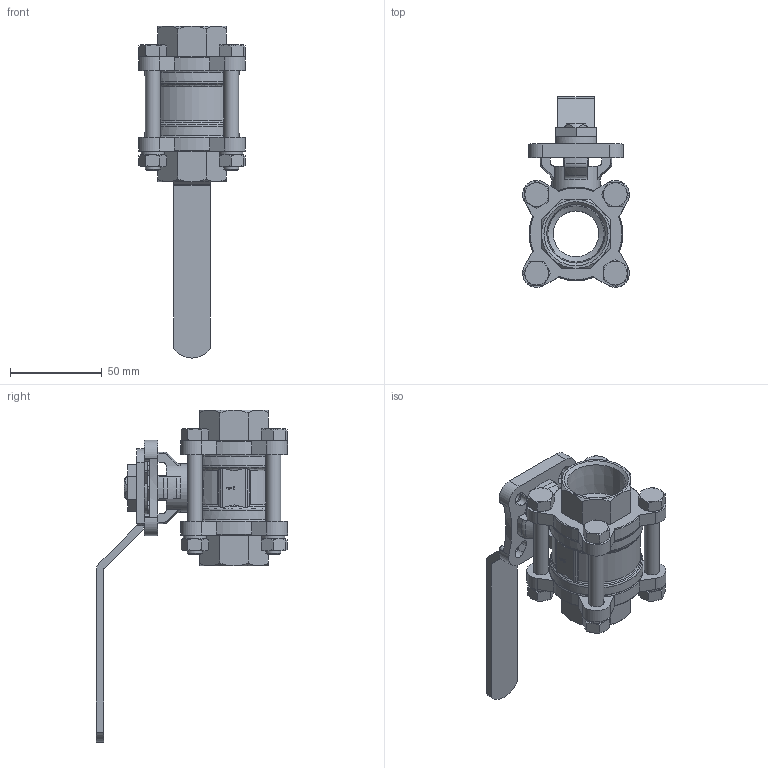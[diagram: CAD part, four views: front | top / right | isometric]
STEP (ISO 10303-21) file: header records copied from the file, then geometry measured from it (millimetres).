
FILE_DESCRIPTION(/* description */ ('STEP AP214'),/* implementation_level */ '2;1');
FILE_NAME(/* name */ '8096667_VZBE-1-T-63-T-2-F0405-M-V15V15',/* time_stamp */ '2024-09-18T01:44:52+02:00',/* author */ ('License CC BY-ND 4.0'),/* organization */ ('CADENAS'),/* preprocessor_version */ 'ST-DEVELOPER v19.3',/* originating_system */ 'PARTsolutions',/* authorisation */ ' ');
FILE_SCHEMA (('AUTOMOTIVE_DESIGN {1 0 10303 214 3 1 1}'));
Length unit declared in the file: millimetre
Products named in the file (4): 8096667 VZBE-1-T-63-T-2-F0405-M-V15V15; 4809119 VZBE-1-T-63-T-2-F0405-V15V15; 4895384 VAOH-F7-11-H9-A-22; VZBD-M14n
Assembly tree (3 placements, depth 2):
  8096667 VZBE-1-T-63-T-2-F0405-M-V15V15
    4809119 VZBE-1-T-63-T-2-F0405-V15V15
    4895384 VAOH-F7-11-H9-A-22
    VZBD-M14n
Bounding box: 58.28 x 104.14 x 181 mm (x, y, z)
Volume: 151380.6 mm3; surface area: 54924.3 mm2
Topology: 3 solids, 3 shells, 477 faces, 1209 edges, 760 vertices
Faces by surface type: plane 210, cone 133, cylinder 104, torus 30
Full cylindrical faces by diameter (mm): 7 x1, 8 x8, 8.5 x8, 11.835 x1, 12.5 x4, 25 x1, 26.6 x1, 30.5 x1, 51 x2
Entity records: 14474 total; most frequent: CARTESIAN_POINT 3458, ORIENTED_EDGE 2306, DIRECTION 2159, EDGE_CURVE 1153, AXIS2_PLACEMENT_3D 867, VERTEX_POINT 748, EDGE_LOOP 575, FACE_BOUND 575
